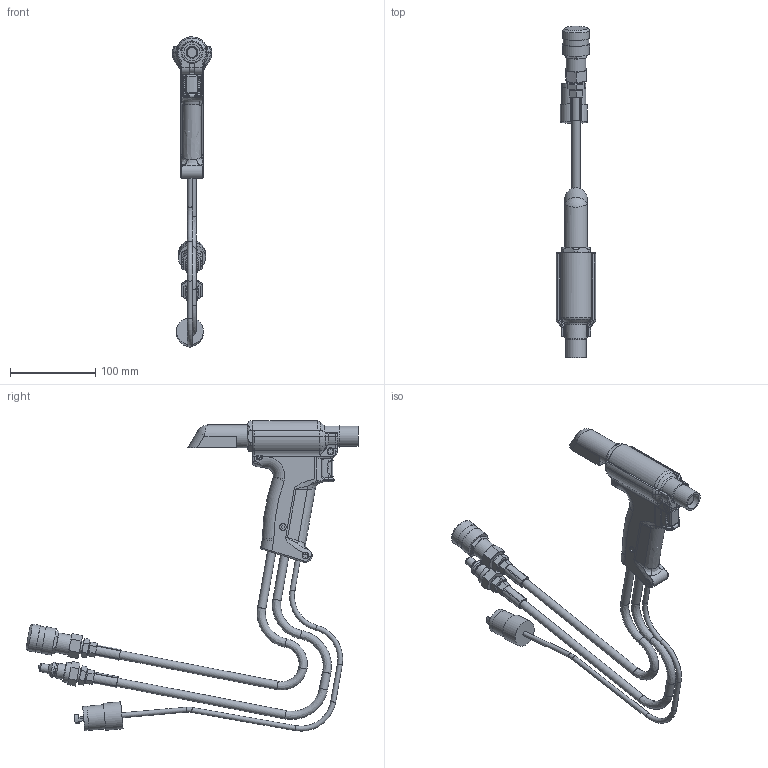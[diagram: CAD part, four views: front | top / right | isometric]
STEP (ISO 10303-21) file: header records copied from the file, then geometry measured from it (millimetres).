
FILE_DESCRIPTION(/* description */ (''),/* implementation_level */ '2;1');
FILE_NAME(/* name */ '2480_NO NUT_CLR.stp',/* time_stamp */ '2012-07-24T15:33:51-04:00',/* author */ (''),/* organization */ (''),/* preprocessor_version */ 'ST-DEVELOPER v14',/* originating_system */ 'SIEMENS PLM Software NX 8.0',/* authorisation */ '');
FILE_SCHEMA (('CONFIG_CONTROL_DESIGN'));
Length unit declared in the file: inch
Products named in the file (1): 2480_stp
Bounding box: 46.41 x 390.11 x 364.56 mm (x, y, z)
Volume: 466188.1 mm3; surface area: 147202 mm2
Topology: 1 solids, 1 shells, 969 faces, 2489 edges, 1540 vertices
Faces by surface type: plane 386, cylinder 308, bspline 126, torus 88, cone 32, extrusion 12, sphere 10, revolution 7
Full cylindrical faces by diameter (mm): 1.524 x6, 4.064 x4, 4.826 x4, 4.851 x1, 5.766 x4, 5.791 x1, 7.341 x1, 9.525 x4, 9.779 x5, 10.16 x1, 11.443 x1, 12.586 x1, 13.081 x2, 15.113 x2, 15.24 x1, 15.875 x1, 17.78 x2, 19.075 x1, 23.368 x1, 23.495 x1, 23.635 x1, 25.4 x1, 26.924 x1, 28.423 x1, 28.448 x1, 30.48 x1, 31.75 x3, 36.512 x1
Entity records: 32859 total; most frequent: CARTESIAN_POINT 10713, ORIENTED_EDGE 4630, DIRECTION 4444, EDGE_CURVE 2315, AXIS2_PLACEMENT_3D 1717, VERTEX_POINT 1505, EDGE_LOOP 1150, VECTOR 1003
